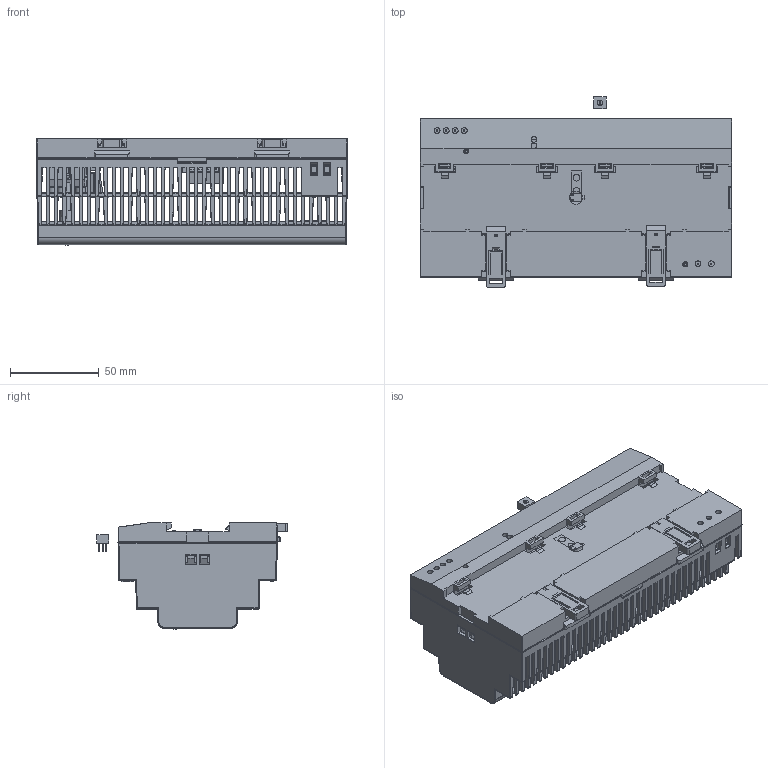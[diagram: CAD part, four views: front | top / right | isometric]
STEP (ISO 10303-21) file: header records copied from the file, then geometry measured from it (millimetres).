
FILE_DESCRIPTION( ( 'Unknown' ), '1' );
FILE_NAME( 'TBL150-124.stp', 'Unknown', ( 'Unknown' ), ( 'Unknown' ), 'PSStep 13.0', 'Unknown', ' ' );
FILE_SCHEMA( ( 'AUTOMOTIVE_DESIGN { 1 0 10303 214 1 1 1 1 }' ) );
Length unit declared in the file: millimetre
Products named in the file (9): Assem1; 24600246-CHASSIS; 23500407-CONNECTOR; 23500409-CONNECTOR; 22200031-POT; 80008000-CLIP; 21500012-LED-G; 24600245-HOOD; 21500030-LENS
Bounding box: 175.03 x 106.98 x 59.79 mm (x, y, z)
Surface area: 259484.2 mm2 (no closed solid volume)
Topology: 0 solids, 4879 shells, 4879 faces, 29717 edges, 29584 vertices
Faces by surface type: plane 4267, cylinder 524, cone 38, sphere 32, bspline 8, torus 8, revolution 2
Full cylindrical faces by diameter (mm): 0.5 x10, 0.8 x4, 1 x3, 1.4 x4, 1.5 x12, 2.8 x2, 3 x4, 3.2 x16, 3.8 x12, 4 x14, 5 x12, 5.4 x2, 5.6 x4, 8.6 x2
Entity records: 167248 total; most frequent: CARTESIAN_POINT 33228, DIRECTION 20501, ORIENTED_EDGE 14618, EDGE_CURVE 14618, VERTEX_POINT 14618, LINE 13364, VECTOR 13364, PRESENTATION_STYLE_ASSIGNMENT 4557
